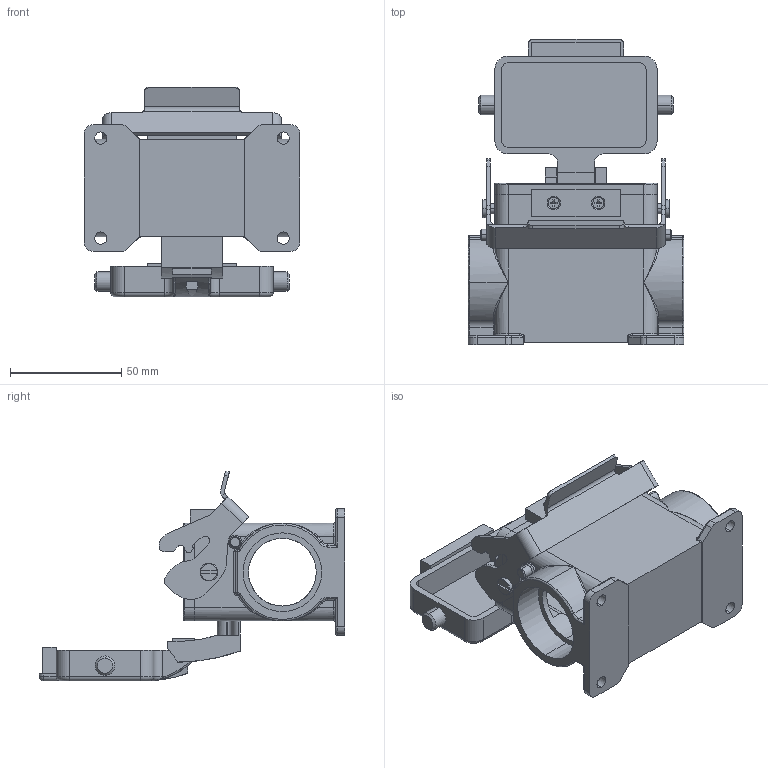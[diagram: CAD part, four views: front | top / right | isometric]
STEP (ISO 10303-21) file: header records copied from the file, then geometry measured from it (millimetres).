
FILE_DESCRIPTION (( 'STEP AP214' ), '1' );
FILE_NAME ('ZP-MC10B-2-SSM29CA.step', '2015-08-12T18:16:40', ( '' ), ( '' ), 'SwSTEP 2.0', 'SolidWorks 2014', '' );
FILE_SCHEMA (( 'AUTOMOTIVE_DESIGN' ));
Length unit declared in the file: millimetre
Products named in the file (1): ZP-MC10B-2-SSM29CA
Bounding box: 97 x 137.25 x 94.45 mm (x, y, z)
Volume: 131519.6 mm3; surface area: 73379.6 mm2
Topology: 11 solids, 11 shells, 620 faces, 1565 edges, 962 vertices
Faces by surface type: plane 242, cylinder 214, bspline 60, torus 59, cone 34, sphere 11
Entity records: 20964 total; most frequent: CARTESIAN_POINT 5377, ORIENTED_EDGE 3080, DIRECTION 2953, EDGE_CURVE 1540, AXIS2_PLACEMENT_3D 1084, VERTEX_POINT 962, LINE 785, VECTOR 785
